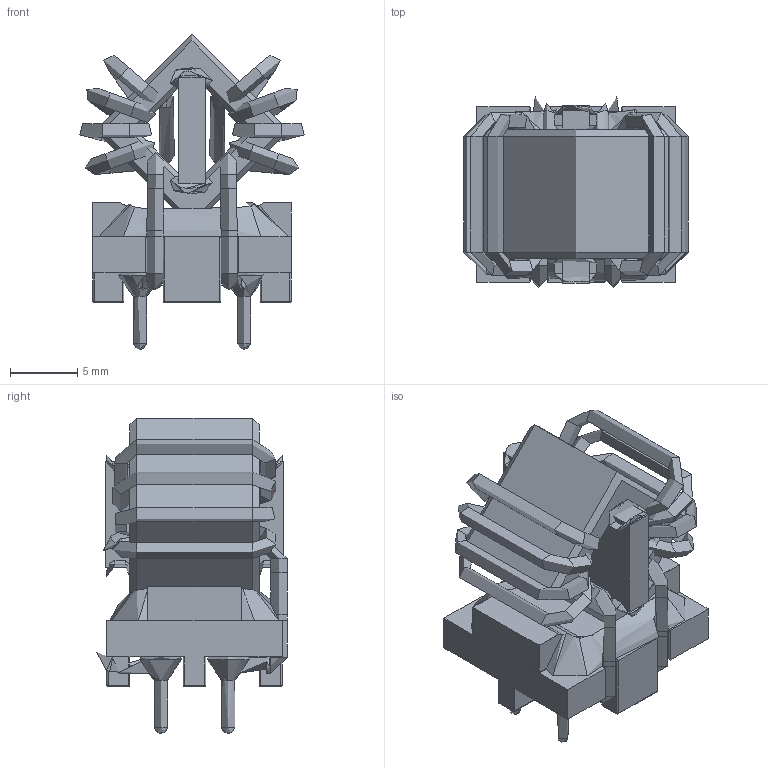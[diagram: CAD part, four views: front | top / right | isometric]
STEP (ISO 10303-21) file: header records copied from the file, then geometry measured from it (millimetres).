
FILE_DESCRIPTION(/* description */ ('Unknown'),/* implementation_level */ '2;1');
FILE_NAME(/* name */ '74482210002',/* time_stamp */ '2020-11-12T08:08:04+01:00',/* author */ ('Unknown'),/* organization */ ('Unknown'),/* preprocessor_version */ 'ST-DEVELOPER v16.7',/* originating_system */ 'DEX',/* authorisation */ $);
FILE_SCHEMA (('AUTOMOTIVE_DESIGN {1 0 10303 214 3 1 1}'));
Length unit declared in the file: millimetre
Products named in the file (7): 74482210002; base; core; Glue_1; steg; Solderpoint; Glue_Dot
Assembly tree (6 placements, depth 2):
  74482210002
    base
    core
    Glue_1
    steg
    Solderpoint
    Glue_Dot
Bounding box: 16.63 x 14.1 x 23.4 mm (x, y, z)
Volume: 2300.3 mm3
Topology: 11 solids, 16 shells, 427 faces, 1083 edges, 643 vertices
Faces by surface type: bspline 143, plane 121, cylinder 97, torus 42, sphere 20, cone 4
Full cylindrical faces by diameter (mm): 1 x8, 1.2 x32, 8.3 x1, 14.3 x2
Entity records: 26265 total; most frequent: CARTESIAN_POINT 14987, ORIENTED_EDGE 1744, DIRECTION 1369, EDGE_CURVE 872, VERTEX_POINT 599, EDGE_LOOP 575, FACE_BOUND 575, AXIS2_PLACEMENT_3D 547
